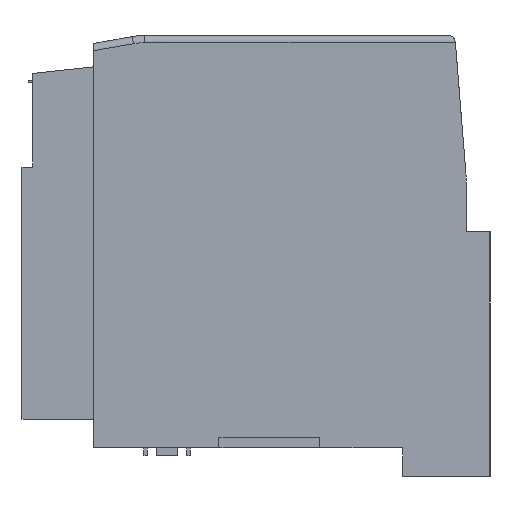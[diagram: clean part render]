
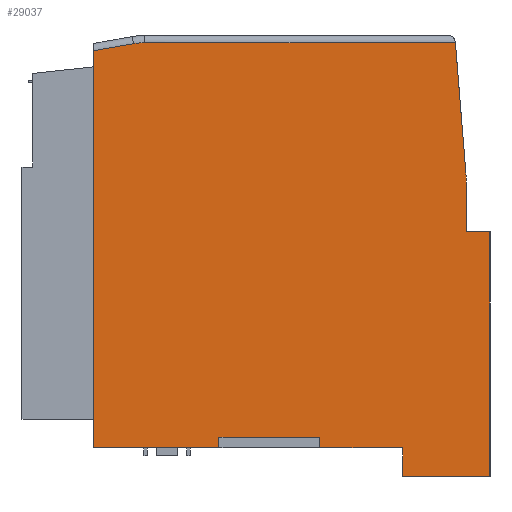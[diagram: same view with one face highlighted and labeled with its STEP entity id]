
A CAD part, left-side view. The second image highlights one B-rep face of the part: STEP entity #29037.
In plain terms, the highlighted planar face has unit normal (-1, 0, 0).
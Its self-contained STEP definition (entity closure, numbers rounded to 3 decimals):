
#85 = VERTEX_POINT ( 'NONE', #8631 ) ;
#303 = VERTEX_POINT ( 'NONE', #23297 ) ;
#306 = CARTESIAN_POINT ( 'NONE',  ( -44.35, 18.784, 47.35 ) ) ;
#517 = CIRCLE ( 'NONE', #19377, 20. ) ;
#831 = CARTESIAN_POINT ( 'NONE',  ( -44.35, -25.95, 56.35 ) ) ;
#1195 = CIRCLE ( 'NONE', #12320, 9. ) ;
#1205 = CARTESIAN_POINT ( 'NONE',  ( -44.35, -24.431, 56.35 ) ) ;
#1416 = CARTESIAN_POINT ( 'NONE',  ( -44.35, -5.55, 1.5 ) ) ;
#1446 = DIRECTION ( 'NONE',  ( 0., 0., -1. ) ) ;
#2065 = DIRECTION ( 'NONE',  ( 0., 0., -1. ) ) ;
#2109 = DIRECTION ( 'NONE',  ( 0., 0., 1. ) ) ;
#2170 = DIRECTION ( 'NONE',  ( 0., 1., 0. ) ) ;
#2408 = LINE ( 'NONE', #28689, #13754 ) ;
#2610 = DIRECTION ( 'NONE',  ( 0., 0., -1. ) ) ;
#2625 = VECTOR ( 'NONE', #5351, 1000. ) ;
#3150 = LINE ( 'NONE', #27035, #14495 ) ;
#3499 = EDGE_CURVE ( 'NONE', #5068, #11431, #21320, .T. ) ;
#4022 = CARTESIAN_POINT ( 'NONE',  ( -44.35, 0., 1.5 ) ) ;
#4160 = DIRECTION ( 'NONE',  ( -1., 0., 0. ) ) ;
#4567 = EDGE_CURVE ( 'NONE', #19131, #303, #517, .T. ) ;
#4593 = VECTOR ( 'NONE', #24027, 1000. ) ;
#4930 = EDGE_CURVE ( 'NONE', #12853, #22627, #21477, .T. ) ;
#4951 = LINE ( 'NONE', #23195, #17035 ) ;
#5002 = CARTESIAN_POINT ( 'NONE',  ( -44.35, -25.95, 57.35 ) ) ;
#5068 = VERTEX_POINT ( 'NONE', #24471 ) ;
#5286 = EDGE_CURVE ( 'NONE', #85, #14159, #21428, .T. ) ;
#5351 = DIRECTION ( 'NONE',  ( 0., -1., 0. ) ) ;
#5403 = ORIENTED_EDGE ( 'NONE', *, *, #25689, .F. ) ;
#6298 = LINE ( 'NONE', #20482, #12314 ) ;
#6867 = VERTEX_POINT ( 'NONE', #25163 ) ;
#7195 = DIRECTION ( 'NONE',  ( 0., 0.985, -0.172 ) ) ;
#7295 = DIRECTION ( 'NONE',  ( 0., 0., -1. ) ) ;
#7386 = EDGE_CURVE ( 'NONE', #6867, #13413, #3150, .T. ) ;
#7440 = EDGE_LOOP ( 'NONE', ( #18246, #21034, #26059, #10229, #8857, #11563, #7915, #19141, #14675, #17014, #18192, #21302, #9280, #20730, #5403, #14992 ) ) ;
#7727 = CARTESIAN_POINT ( 'NONE',  ( -44.35, -17.09, -4. ) ) ;
#7915 = ORIENTED_EDGE ( 'NONE', *, *, #23067, .F. ) ;
#8083 = DIRECTION ( 'NONE',  ( 0., 1., 0. ) ) ;
#8631 = CARTESIAN_POINT ( 'NONE',  ( -44.35, 20.332, 56.216 ) ) ;
#8857 = ORIENTED_EDGE ( 'NONE', *, *, #10137, .T. ) ;
#8892 = EDGE_CURVE ( 'NONE', #20284, #16276, #11504, .T. ) ;
#9232 = EDGE_CURVE ( 'NONE', #24599, #22627, #12166, .T. ) ;
#9264 = VECTOR ( 'NONE', #17632, 1000. ) ;
#9280 = ORIENTED_EDGE ( 'NONE', *, *, #7386, .F. ) ;
#9492 = CARTESIAN_POINT ( 'NONE',  ( -44.35, -24.773, 64.091 ) ) ;
#9621 = EDGE_CURVE ( 'NONE', #20284, #303, #10367, .T. ) ;
#9979 = CARTESIAN_POINT ( 'NONE',  ( -44.35, 25.95, 55.235 ) ) ;
#10137 = EDGE_CURVE ( 'NONE', #14159, #24071, #28786, .T. ) ;
#10226 = CARTESIAN_POINT ( 'NONE',  ( -44.35, -25.95, 30.05 ) ) ;
#10229 = ORIENTED_EDGE ( 'NONE', *, *, #5286, .T. ) ;
#10363 = CARTESIAN_POINT ( 'NONE',  ( -44.35, -24.35, 57.35 ) ) ;
#10367 = LINE ( 'NONE', #10363, #16385 ) ;
#11260 = VECTOR ( 'NONE', #8083, 1000. ) ;
#11431 = VERTEX_POINT ( 'NONE', #18571 ) ;
#11504 = LINE ( 'NONE', #831, #17556 ) ;
#11563 = ORIENTED_EDGE ( 'NONE', *, *, #16706, .T. ) ;
#11886 = DIRECTION ( 'NONE',  ( 0., 0., -1. ) ) ;
#12094 = CARTESIAN_POINT ( 'NONE',  ( -44.35, -25.95, 0. ) ) ;
#12166 = LINE ( 'NONE', #18017, #18199 ) ;
#12314 = VECTOR ( 'NONE', #15429, 1000. ) ;
#12320 = AXIS2_PLACEMENT_3D ( 'NONE', #306, #16227, #2610 ) ;
#12853 = VERTEX_POINT ( 'NONE', #15890 ) ;
#13413 = VERTEX_POINT ( 'NONE', #27379 ) ;
#13754 = VECTOR ( 'NONE', #1446, 1000. ) ;
#14022 = CARTESIAN_POINT ( 'NONE',  ( -44.35, 18.784, 56.35 ) ) ;
#14159 = VERTEX_POINT ( 'NONE', #9979 ) ;
#14437 = DIRECTION ( 'NONE',  ( 0., 1., 0. ) ) ;
#14495 = VECTOR ( 'NONE', #2065, 1000. ) ;
#14675 = ORIENTED_EDGE ( 'NONE', *, *, #28794, .T. ) ;
#14992 = ORIENTED_EDGE ( 'NONE', *, *, #4567, .T. ) ;
#15385 = VECTOR ( 'NONE', #7195, 1000. ) ;
#15429 = DIRECTION ( 'NONE',  ( 0., -1., 0. ) ) ;
#15652 = AXIS2_PLACEMENT_3D ( 'NONE', #5002, #20872, #7295 ) ;
#15785 = CARTESIAN_POINT ( 'NONE',  ( -44.35, -29.25, 30.05 ) ) ;
#15890 = CARTESIAN_POINT ( 'NONE',  ( -44.35, -5.55, 0. ) ) ;
#16227 = DIRECTION ( 'NONE',  ( -1., 0., 0. ) ) ;
#16276 = VERTEX_POINT ( 'NONE', #14022 ) ;
#16385 = VECTOR ( 'NONE', #23950, 1000. ) ;
#16706 = EDGE_CURVE ( 'NONE', #24071, #28656, #6298, .T. ) ;
#16835 = LINE ( 'NONE', #1416, #28935 ) ;
#17014 = ORIENTED_EDGE ( 'NONE', *, *, #4930, .T. ) ;
#17035 = VECTOR ( 'NONE', #11886, 1000. ) ;
#17234 = DIRECTION ( 'NONE',  ( 0., 0., -1. ) ) ;
#17290 = EDGE_CURVE ( 'NONE', #6867, #17588, #21119, .T. ) ;
#17556 = VECTOR ( 'NONE', #14437, 1000. ) ;
#17588 = VERTEX_POINT ( 'NONE', #10226 ) ;
#17632 = DIRECTION ( 'NONE',  ( 0., 1., 0. ) ) ;
#17781 = CARTESIAN_POINT ( 'NONE',  ( -44.35, -5.95, 36.791 ) ) ;
#18017 = CARTESIAN_POINT ( 'NONE',  ( -44.35, -17.09, -4. ) ) ;
#18192 = ORIENTED_EDGE ( 'NONE', *, *, #9232, .F. ) ;
#18199 = VECTOR ( 'NONE', #2109, 1000. ) ;
#18246 = ORIENTED_EDGE ( 'NONE', *, *, #9621, .F. ) ;
#18562 = FACE_OUTER_BOUND ( 'NONE', #7440, .T. ) ;
#18571 = CARTESIAN_POINT ( 'NONE',  ( -44.35, 8.45, 1.5 ) ) ;
#19120 = EDGE_CURVE ( 'NONE', #13413, #24599, #29401, .T. ) ;
#19131 = VERTEX_POINT ( 'NONE', #21647 ) ;
#19141 = ORIENTED_EDGE ( 'NONE', *, *, #3499, .F. ) ;
#19377 = AXIS2_PLACEMENT_3D ( 'NONE', #17781, #4160, #20057 ) ;
#19861 = CARTESIAN_POINT ( 'NONE',  ( -44.35, -17.09, 0. ) ) ;
#20057 = DIRECTION ( 'NONE',  ( 0., 0., -1. ) ) ;
#20284 = VERTEX_POINT ( 'NONE', #1205 ) ;
#20482 = CARTESIAN_POINT ( 'NONE',  ( -44.35, -25.95, 0. ) ) ;
#20730 = ORIENTED_EDGE ( 'NONE', *, *, #17290, .T. ) ;
#20872 = DIRECTION ( 'NONE',  ( 1., 0., 0. ) ) ;
#20934 = CARTESIAN_POINT ( 'NONE',  ( -44.35, 25.95, 0. ) ) ;
#21034 = ORIENTED_EDGE ( 'NONE', *, *, #8892, .T. ) ;
#21119 = LINE ( 'NONE', #15785, #27163 ) ;
#21302 = ORIENTED_EDGE ( 'NONE', *, *, #19120, .F. ) ;
#21320 = LINE ( 'NONE', #4022, #9264 ) ;
#21428 = LINE ( 'NONE', #9492, #15385 ) ;
#21477 = LINE ( 'NONE', #12094, #2625 ) ;
#21647 = CARTESIAN_POINT ( 'NONE',  ( -44.35, -25.95, 36.791 ) ) ;
#21750 = CARTESIAN_POINT ( 'NONE',  ( -44.35, 25.95, 57.35 ) ) ;
#21812 = EDGE_CURVE ( 'NONE', #16276, #85, #1195, .T. ) ;
#22627 = VERTEX_POINT ( 'NONE', #19861 ) ;
#23067 = EDGE_CURVE ( 'NONE', #11431, #28656, #2408, .T. ) ;
#23195 = CARTESIAN_POINT ( 'NONE',  ( -44.35, -25.95, 57.35 ) ) ;
#23297 = CARTESIAN_POINT ( 'NONE',  ( -44.35, -25.885, 38.406 ) ) ;
#23920 = CARTESIAN_POINT ( 'NONE',  ( -44.35, -17.09, -4. ) ) ;
#23950 = DIRECTION ( 'NONE',  ( 0., -0.081, -0.997 ) ) ;
#24027 = DIRECTION ( 'NONE',  ( 0., 0., -1. ) ) ;
#24071 = VERTEX_POINT ( 'NONE', #20934 ) ;
#24471 = CARTESIAN_POINT ( 'NONE',  ( -44.35, -5.55, 1.5 ) ) ;
#24599 = VERTEX_POINT ( 'NONE', #7727 ) ;
#25163 = CARTESIAN_POINT ( 'NONE',  ( -44.35, -29.25, 30.05 ) ) ;
#25354 = PLANE ( 'NONE',  #15652 ) ;
#25689 = EDGE_CURVE ( 'NONE', #19131, #17588, #4951, .T. ) ;
#26059 = ORIENTED_EDGE ( 'NONE', *, *, #21812, .T. ) ;
#27035 = CARTESIAN_POINT ( 'NONE',  ( -44.35, -29.25, 30.05 ) ) ;
#27163 = VECTOR ( 'NONE', #2170, 1000. ) ;
#27379 = CARTESIAN_POINT ( 'NONE',  ( -44.35, -29.25, -4. ) ) ;
#28050 = CARTESIAN_POINT ( 'NONE',  ( -44.35, 8.45, 0. ) ) ;
#28656 = VERTEX_POINT ( 'NONE', #28050 ) ;
#28689 = CARTESIAN_POINT ( 'NONE',  ( -44.35, 8.45, 1.5 ) ) ;
#28786 = LINE ( 'NONE', #21750, #4593 ) ;
#28794 = EDGE_CURVE ( 'NONE', #5068, #12853, #16835, .T. ) ;
#28935 = VECTOR ( 'NONE', #17234, 1000. ) ;
#29037 = ADVANCED_FACE ( 'NONE', ( #18562 ), #25354, .F. ) ;
#29401 = LINE ( 'NONE', #23920, #11260 ) ;
